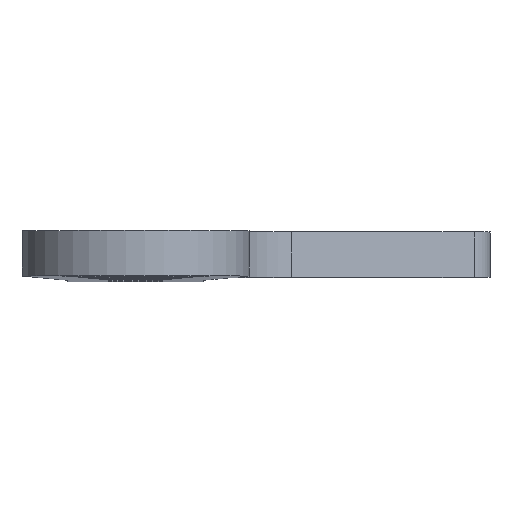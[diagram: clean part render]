
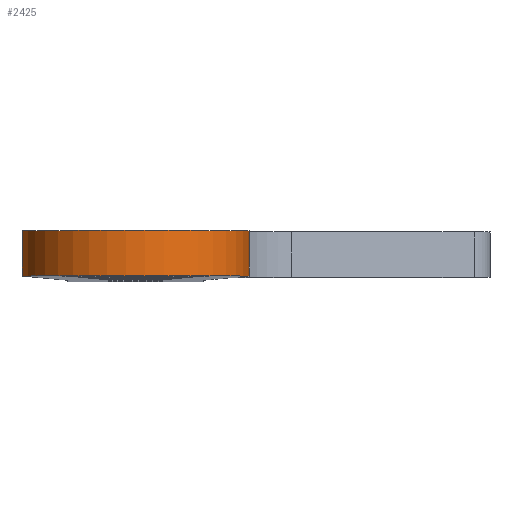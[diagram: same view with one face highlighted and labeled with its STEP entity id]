
A CAD part, top view. The second image highlights one B-rep face of the part: STEP entity #2425.
In plain terms, the highlighted cylindrical face has radius 12.5 mm (diameter 25 mm), a partial arc.
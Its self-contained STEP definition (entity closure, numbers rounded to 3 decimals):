
#34 = DIRECTION ( 'NONE',  ( 0., 0., 1. ) ) ;
#94 = EDGE_LOOP ( 'NONE', ( #1322, #2782, #1593, #613 ) ) ;
#95 = EDGE_CURVE ( 'NONE', #1660, #868, #963, .T. ) ;
#122 = LINE ( 'NONE', #2675, #489 ) ;
#412 = EDGE_CURVE ( 'NONE', #1660, #1091, #122, .T. ) ;
#489 = VECTOR ( 'NONE', #1568, 1000. ) ;
#597 = DIRECTION ( 'NONE',  ( 0., 1., 0. ) ) ;
#602 = VERTEX_POINT ( 'NONE', #1946 ) ;
#613 = ORIENTED_EDGE ( 'NONE', *, *, #412, .T. ) ;
#868 = VERTEX_POINT ( 'NONE', #1596 ) ;
#963 = CIRCLE ( 'NONE', #2839, 12.5 ) ;
#1091 = VERTEX_POINT ( 'NONE', #2864 ) ;
#1322 = ORIENTED_EDGE ( 'NONE', *, *, #1960, .T. ) ;
#1337 = CARTESIAN_POINT ( 'NONE',  ( -12.498, 5., -0.236 ) ) ;
#1497 = CARTESIAN_POINT ( 'NONE',  ( 0., 5., 0. ) ) ;
#1531 = CARTESIAN_POINT ( 'NONE',  ( 0., 0., 0. ) ) ;
#1568 = DIRECTION ( 'NONE',  ( 0., -1., 0. ) ) ;
#1577 = FACE_OUTER_BOUND ( 'NONE', #94, .T. ) ;
#1593 = ORIENTED_EDGE ( 'NONE', *, *, #95, .F. ) ;
#1596 = CARTESIAN_POINT ( 'NONE',  ( 12.498, 5., -0.236 ) ) ;
#1597 = DIRECTION ( 'NONE',  ( 0., -1., 0. ) ) ;
#1660 = VERTEX_POINT ( 'NONE', #1337 ) ;
#1798 = CIRCLE ( 'NONE', #2605, 12.5 ) ;
#1855 = CARTESIAN_POINT ( 'NONE',  ( 12.498, 5., -0.236 ) ) ;
#1946 = CARTESIAN_POINT ( 'NONE',  ( 12.498, 0., -0.236 ) ) ;
#1960 = EDGE_CURVE ( 'NONE', #1091, #602, #1798, .T. ) ;
#2009 = EDGE_CURVE ( 'NONE', #868, #602, #2385, .T. ) ;
#2111 = CYLINDRICAL_SURFACE ( 'NONE', #3369, 12.5 ) ;
#2129 = DIRECTION ( 'NONE',  ( 0., -1., 0. ) ) ;
#2142 = DIRECTION ( 'NONE',  ( 0., 0., -1. ) ) ;
#2385 = LINE ( 'NONE', #1855, #3059 ) ;
#2425 = ADVANCED_FACE ( 'NONE', ( #1577 ), #2111, .T. ) ;
#2605 = AXIS2_PLACEMENT_3D ( 'NONE', #1531, #3225, #3461 ) ;
#2675 = CARTESIAN_POINT ( 'NONE',  ( -12.498, 5., -0.236 ) ) ;
#2684 = CARTESIAN_POINT ( 'NONE',  ( 0., 5., 0. ) ) ;
#2782 = ORIENTED_EDGE ( 'NONE', *, *, #2009, .F. ) ;
#2839 = AXIS2_PLACEMENT_3D ( 'NONE', #1497, #597, #34 ) ;
#2864 = CARTESIAN_POINT ( 'NONE',  ( -12.498, 0., -0.236 ) ) ;
#3059 = VECTOR ( 'NONE', #2129, 1000. ) ;
#3225 = DIRECTION ( 'NONE',  ( 0., 1., 0. ) ) ;
#3369 = AXIS2_PLACEMENT_3D ( 'NONE', #2684, #1597, #2142 ) ;
#3461 = DIRECTION ( 'NONE',  ( 0., 0., 1. ) ) ;
